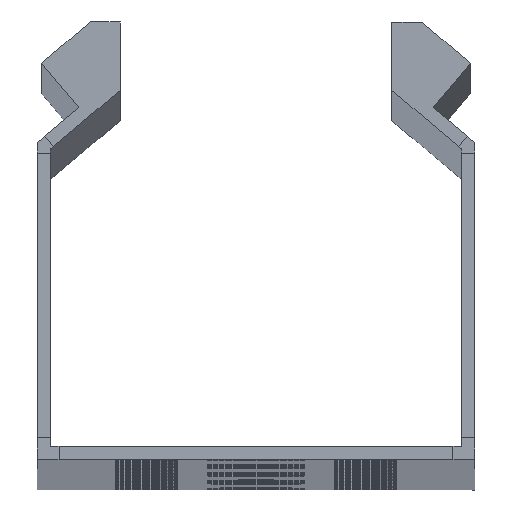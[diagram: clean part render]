
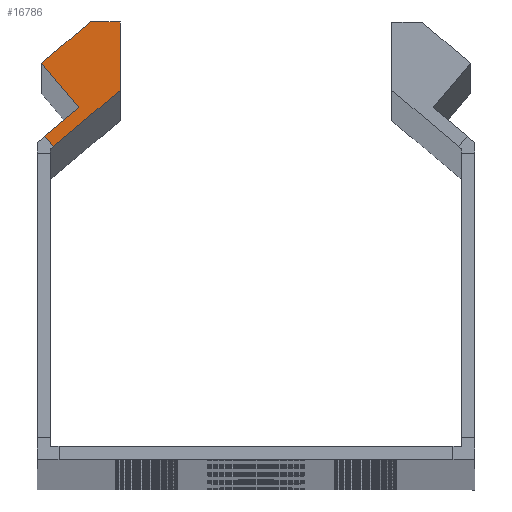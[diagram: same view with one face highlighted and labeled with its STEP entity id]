
A CAD part, top view. The second image highlights one B-rep face of the part: STEP entity #16786.
In plain terms, the highlighted planar face has unit normal (0, 0, 1).
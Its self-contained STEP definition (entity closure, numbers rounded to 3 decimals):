
#1303 = CARTESIAN_POINT ( 'NONE',  ( -15.5, 49.966, 1000. ) ) ;
#1478 = LINE ( 'NONE', #27952, #22083 ) ;
#2157 = CARTESIAN_POINT ( 'NONE',  ( -24.5, 45.276, 1000. ) ) ;
#2433 = ORIENTED_EDGE ( 'NONE', *, *, #22075, .T. ) ;
#2766 = AXIS2_PLACEMENT_3D ( 'NONE', #16345, #9098, #21564 ) ;
#2792 = VERTEX_POINT ( 'NONE', #31389 ) ;
#3074 = LINE ( 'NONE', #5388, #29799 ) ;
#3353 = VECTOR ( 'NONE', #10934, 1000. ) ;
#3468 = FACE_OUTER_BOUND ( 'NONE', #31143, .T. ) ;
#3474 = ORIENTED_EDGE ( 'NONE', *, *, #8131, .F. ) ;
#3807 = EDGE_CURVE ( 'NONE', #16375, #4906, #10860, .T. ) ;
#4602 = DIRECTION ( 'NONE',  ( -0.643, 0.766, 0. ) ) ;
#4906 = VERTEX_POINT ( 'NONE', #2157 ) ;
#5201 = VECTOR ( 'NONE', #4602, 1000. ) ;
#5388 = CARTESIAN_POINT ( 'NONE',  ( -15.5, 49.966, 1000. ) ) ;
#6189 = CARTESIAN_POINT ( 'NONE',  ( -20.221, 40.176, 1000. ) ) ;
#6581 = CARTESIAN_POINT ( 'NONE',  ( -24.5, 45.276, 1000. ) ) ;
#8131 = EDGE_CURVE ( 'NONE', #23589, #2792, #30097, .T. ) ;
#9098 = DIRECTION ( 'NONE',  ( 0., 0., 1. ) ) ;
#9350 = CARTESIAN_POINT ( 'NONE',  ( -15.5, 42.179, 1000. ) ) ;
#9535 = CARTESIAN_POINT ( 'NONE',  ( -15.5, 52.828, 1000. ) ) ;
#10078 = EDGE_CURVE ( 'NONE', #2792, #22026, #23140, .T. ) ;
#10860 = LINE ( 'NONE', #9535, #21192 ) ;
#10934 = DIRECTION ( 'NONE',  ( -0.766, -0.643, 0. ) ) ;
#12938 = VERTEX_POINT ( 'NONE', #1303 ) ;
#13101 = ORIENTED_EDGE ( 'NONE', *, *, #20365, .T. ) ;
#15017 = VERTEX_POINT ( 'NONE', #6189 ) ;
#15140 = EDGE_CURVE ( 'NONE', #15017, #22026, #23167, .T. ) ;
#15696 = CARTESIAN_POINT ( 'NONE',  ( -24.107, 36.915, 1000. ) ) ;
#16345 = CARTESIAN_POINT ( 'NONE',  ( -16.393, 41.43, 1000. ) ) ;
#16375 = VERTEX_POINT ( 'NONE', #22212 ) ;
#16673 = PLANE ( 'NONE',  #2766 ) ;
#16786 = ADVANCED_FACE ( 'NONE', ( #3468 ), #16673, .T. ) ;
#16847 = LINE ( 'NONE', #6581, #24865 ) ;
#17852 = DIRECTION ( 'NONE',  ( 1., 0., 0. ) ) ;
#17972 = EDGE_CURVE ( 'NONE', #16375, #12938, #3074, .T. ) ;
#19508 = ORIENTED_EDGE ( 'NONE', *, *, #10078, .F. ) ;
#20365 = EDGE_CURVE ( 'NONE', #4906, #15017, #16847, .T. ) ;
#21192 = VECTOR ( 'NONE', #21387, 1000. ) ;
#21387 = DIRECTION ( 'NONE',  ( -0.766, -0.643, 0. ) ) ;
#21564 = DIRECTION ( 'NONE',  ( -0.766, -0.643, 0. ) ) ;
#22004 = CARTESIAN_POINT ( 'NONE',  ( -23.143, 35.766, 1000. ) ) ;
#22026 = VERTEX_POINT ( 'NONE', #15696 ) ;
#22075 = EDGE_CURVE ( 'NONE', #23589, #12938, #1478, .T. ) ;
#22083 = VECTOR ( 'NONE', #27518, 1000. ) ;
#22212 = CARTESIAN_POINT ( 'NONE',  ( -18.91, 49.966, 1000. ) ) ;
#23140 = LINE ( 'NONE', #22004, #5201 ) ;
#23167 = LINE ( 'NONE', #26198, #30043 ) ;
#23589 = VERTEX_POINT ( 'NONE', #9350 ) ;
#23676 = DIRECTION ( 'NONE',  ( 0.643, -0.766, 0. ) ) ;
#24865 = VECTOR ( 'NONE', #23676, 1000. ) ;
#26198 = CARTESIAN_POINT ( 'NONE',  ( -17.357, 42.579, 1000. ) ) ;
#26233 = ORIENTED_EDGE ( 'NONE', *, *, #15140, .T. ) ;
#27518 = DIRECTION ( 'NONE',  ( 0., 1., 0. ) ) ;
#27537 = ORIENTED_EDGE ( 'NONE', *, *, #17972, .F. ) ;
#27952 = CARTESIAN_POINT ( 'NONE',  ( -15.5, 42.179, 1000. ) ) ;
#28305 = DIRECTION ( 'NONE',  ( -0.766, -0.643, 0. ) ) ;
#29799 = VECTOR ( 'NONE', #17852, 1000. ) ;
#30043 = VECTOR ( 'NONE', #28305, 1000. ) ;
#30097 = LINE ( 'NONE', #30250, #3353 ) ;
#30250 = CARTESIAN_POINT ( 'NONE',  ( -16.393, 41.43, 1000. ) ) ;
#30880 = ORIENTED_EDGE ( 'NONE', *, *, #3807, .T. ) ;
#31143 = EDGE_LOOP ( 'NONE', ( #19508, #3474, #2433, #27537, #30880, #13101, #26233 ) ) ;
#31389 = CARTESIAN_POINT ( 'NONE',  ( -23.143, 35.766, 1000. ) ) ;
